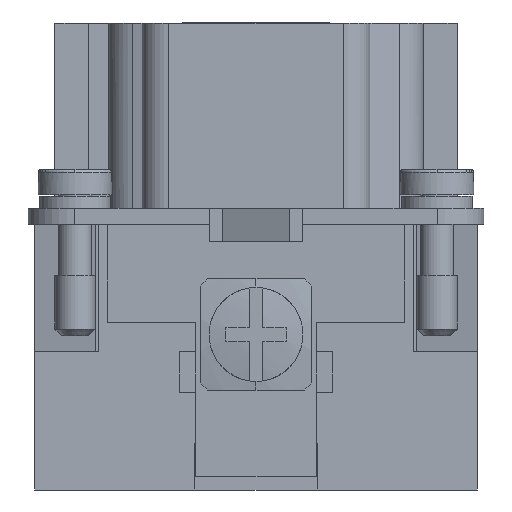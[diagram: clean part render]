
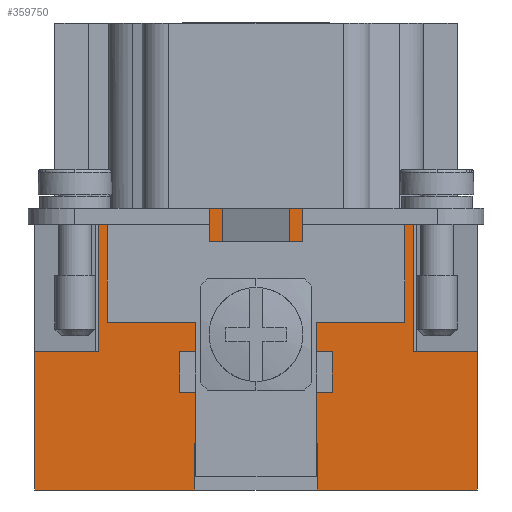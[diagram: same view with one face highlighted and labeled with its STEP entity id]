
A CAD part, left-side view. The second image highlights one B-rep face of the part: STEP entity #359750.
In plain terms, the highlighted planar face has unit normal (-1, 0, 0).
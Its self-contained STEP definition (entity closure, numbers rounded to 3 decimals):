
#195080=CARTESIAN_POINT('',(-21.55,-16.5,0.));
#195090=VERTEX_POINT('',#195080);
#195120=CARTESIAN_POINT('',(-21.55,-16.5,0.));
#195130=DIRECTION('',(0.,0.,1.));
#195140=VECTOR('',#195130,10.3);
#195150=LINE('',#195120,#195140);
#195160=CARTESIAN_POINT('',(-21.55,-16.5,10.3));
#195170=VERTEX_POINT('',#195160);
#195180=EDGE_CURVE('',#195090,#195170,#195150,.T.);
#227680=CARTESIAN_POINT('',(-21.55,10.836,21.));
#227690=VERTEX_POINT('',#227680);
#227720=CARTESIAN_POINT('',(-21.55,10.836,21.));
#227730=DIRECTION('',(0.,1.,0.));
#227740=VECTOR('',#227730,0.914);
#227750=LINE('',#227720,#227740);
#227760=CARTESIAN_POINT('',(-21.55,11.75,21.));
#227770=VERTEX_POINT('',#227760);
#227780=EDGE_CURVE('',#227690,#227770,#227750,.T.);
#239690=CARTESIAN_POINT('',(-21.55,-11.75,21.));
#239700=VERTEX_POINT('',#239690);
#239730=CARTESIAN_POINT('',(-21.55,-11.75,21.));
#239740=DIRECTION('',(0.,1.,0.));
#239750=VECTOR('',#239740,22.586);
#239760=LINE('',#239730,#239750);
#239770=EDGE_CURVE('',#239700,#227690,#239760,.T.);
#352340=CARTESIAN_POINT('',(-21.55,-11.75,10.3));
#352350=DIRECTION('',(0.,0.,1.));
#352360=VECTOR('',#352350,10.7);
#352370=LINE('',#352340,#352360);
#352380=CARTESIAN_POINT('',(-21.55,-11.75,10.3));
#352390=VERTEX_POINT('',#352380);
#352400=EDGE_CURVE('',#352390,#239700,#352370,.T.);
#352680=CARTESIAN_POINT('',(-21.55,-16.5,10.3));
#352690=DIRECTION('',(0.,1.,0.));
#352700=VECTOR('',#352690,4.75);
#352710=LINE('',#352680,#352700);
#352720=EDGE_CURVE('',#195170,#352390,#352710,.T.);
#353040=CARTESIAN_POINT('',(-21.55,11.75,21.));
#353050=DIRECTION('',(0.,0.,-1.));
#353060=VECTOR('',#353050,10.7);
#353070=LINE('',#353040,#353060);
#353080=CARTESIAN_POINT('',(-21.55,11.75,10.3));
#353090=VERTEX_POINT('',#353080);
#353100=EDGE_CURVE('',#227770,#353090,#353070,.T.);
#353680=CARTESIAN_POINT('',(-21.55,16.5,10.3));
#353690=VERTEX_POINT('',#353680);
#353740=CARTESIAN_POINT('',(-21.55,11.75,10.3));
#353750=DIRECTION('',(0.,1.,0.));
#353760=VECTOR('',#353750,4.75);
#353770=LINE('',#353740,#353760);
#353780=EDGE_CURVE('',#353090,#353690,#353770,.T.);
#355240=CARTESIAN_POINT('',(-21.55,16.5,0.));
#355250=DIRECTION('',(0.,0.,1.));
#355260=VECTOR('',#355250,10.3);
#355270=LINE('',#355240,#355260);
#355280=CARTESIAN_POINT('',(-21.55,16.5,0.));
#355290=VERTEX_POINT('',#355280);
#355300=EDGE_CURVE('',#355290,#353690,#355270,.T.);
#356470=CARTESIAN_POINT('',(-21.55,-4.55,3.5));
#356480=DIRECTION('',(0.,0.,-1.));
#356490=VECTOR('',#356480,3.5);
#356500=LINE('',#356470,#356490);
#356510=CARTESIAN_POINT('',(-21.55,-4.55,3.5));
#356520=VERTEX_POINT('',#356510);
#356530=CARTESIAN_POINT('',(-21.55,-4.55,0.));
#356540=VERTEX_POINT('',#356530);
#356550=EDGE_CURVE('',#356520,#356540,#356500,.T.);
#358890=CARTESIAN_POINT('',(-21.55,4.55,0.));
#358900=VERTEX_POINT('',#358890);
#358930=CARTESIAN_POINT('',(-21.55,4.55,0.));
#358940=DIRECTION('',(0.,0.,1.));
#358950=VECTOR('',#358940,3.5);
#358960=LINE('',#358930,#358950);
#358970=CARTESIAN_POINT('',(-21.55,4.55,3.5));
#358980=VERTEX_POINT('',#358970);
#358990=EDGE_CURVE('',#358900,#358980,#358960,.T.);
#359280=CARTESIAN_POINT('',(-21.55,4.55,3.5));
#359290=DIRECTION('',(0.,-1.,0.));
#359300=VECTOR('',#359290,9.1);
#359310=LINE('',#359280,#359300);
#359320=EDGE_CURVE('',#358980,#356520,#359310,.T.);
#359450=CARTESIAN_POINT('',(-21.55,-16.5,0.));
#359460=DIRECTION('',(-1.,0.,0.));
#359470=DIRECTION('',(0.,0.,1.));
#359480=AXIS2_PLACEMENT_3D('',#359450,#359460,#359470);
#359490=PLANE('',#359480);
#359500=ORIENTED_EDGE('',*,*,#352720,.T.);
#359510=ORIENTED_EDGE('',*,*,#195180,.T.);
#359520=CARTESIAN_POINT('',(-21.55,-4.55,0.));
#359530=DIRECTION('',(0.,-1.,0.));
#359540=VECTOR('',#359530,11.95);
#359550=LINE('',#359520,#359540);
#359560=EDGE_CURVE('',#356540,#195090,#359550,.T.);
#359570=ORIENTED_EDGE('',*,*,#359560,.T.);
#359580=ORIENTED_EDGE('',*,*,#356550,.T.);
#359590=ORIENTED_EDGE('',*,*,#359320,.T.);
#359600=ORIENTED_EDGE('',*,*,#358990,.T.);
#359610=CARTESIAN_POINT('',(-21.55,16.5,0.));
#359620=DIRECTION('',(0.,-1.,0.));
#359630=VECTOR('',#359620,11.95);
#359640=LINE('',#359610,#359630);
#359650=EDGE_CURVE('',#355290,#358900,#359640,.T.);
#359660=ORIENTED_EDGE('',*,*,#359650,.T.);
#359670=ORIENTED_EDGE('',*,*,#355300,.F.);
#359680=ORIENTED_EDGE('',*,*,#353780,.T.);
#359690=ORIENTED_EDGE('',*,*,#353100,.T.);
#359700=ORIENTED_EDGE('',*,*,#227780,.T.);
#359710=ORIENTED_EDGE('',*,*,#239770,.T.);
#359720=ORIENTED_EDGE('',*,*,#352400,.T.);
#359730=EDGE_LOOP('',(#359720,#359710,#359700,#359690,#359680,#359670,
#359660,#359600,#359590,#359580,#359570,#359510,#359500));
#359740=FACE_OUTER_BOUND('',#359730,.T.);
#359750=ADVANCED_FACE('',(#359740),#359490,.T.);
